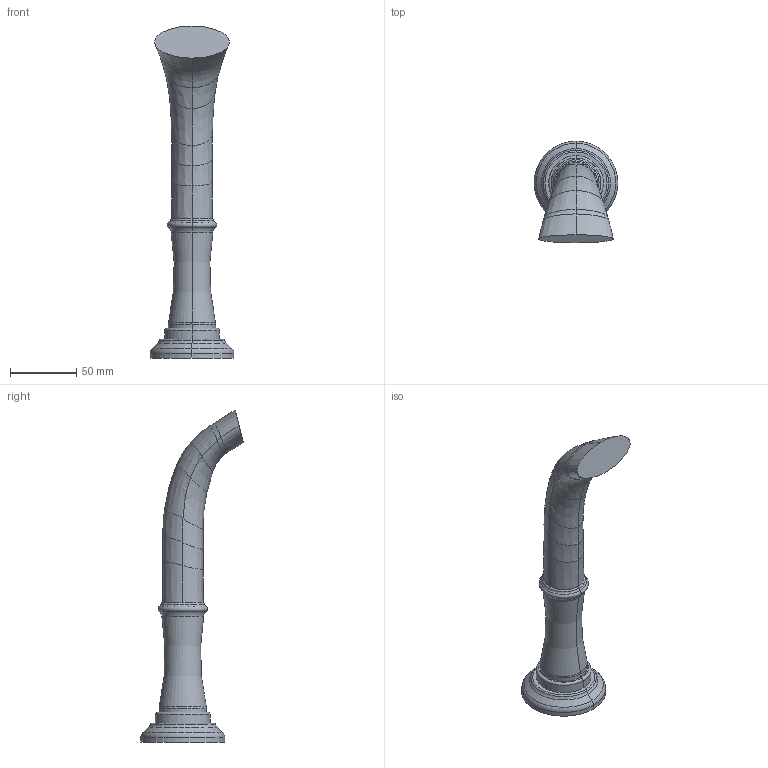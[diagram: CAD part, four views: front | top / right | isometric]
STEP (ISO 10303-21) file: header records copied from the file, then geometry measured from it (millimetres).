
FILE_DESCRIPTION((''),'2;1');
FILE_NAME('3-669','2021-01-26T09:01:52',('rsmith'),(''),'CREO PARAMETRIC BY PTC INC, 2018400','CREO PARAMETRIC BY PTC INC, 2018400','');
FILE_SCHEMA(('AUTOMOTIVE_DESIGN { 1 0 10303 214 1 1 1 1 }'));
Length unit declared in the file: inch
Products named in the file (1): 3-669
Bounding box: 62.99 x 76.91 x 249.67 mm (x, y, z)
Volume: 220569.8 mm3; surface area: 32877.1 mm2
Topology: 1 solids, 2 shells, 78 faces, 158 edges, 88 vertices
Faces by surface type: bspline 32, torus 20, cylinder 14, plane 8, cone 4
Entity records: 4740 total; most frequent: CARTESIAN_POINT 2314, ORIENTED_EDGE 316, DIRECTION 264, PRESENTATION_STYLE_ASSIGNMENT 199, STYLED_ITEM 159, CURVE_STYLE 158, EDGE_CURVE 158, COLOUR_RGB 146
